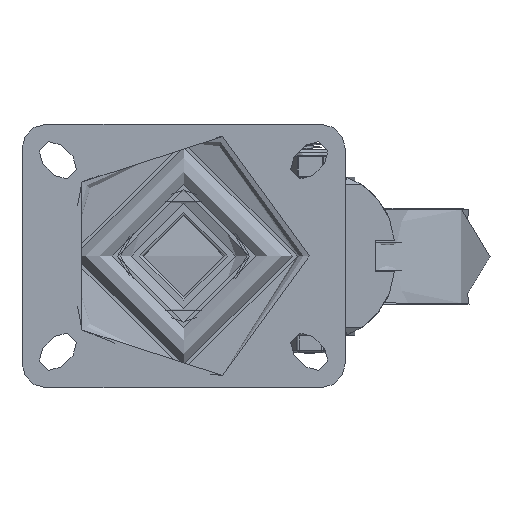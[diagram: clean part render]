
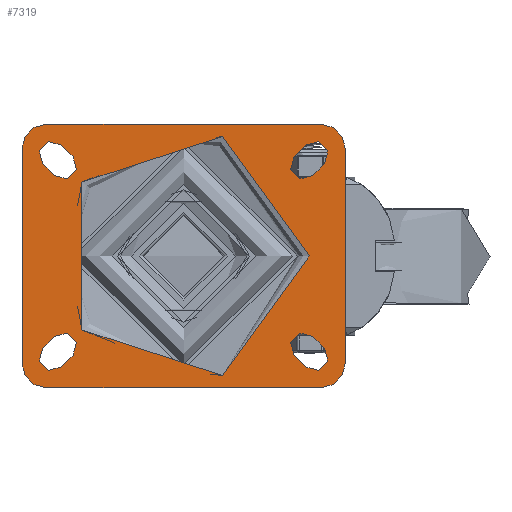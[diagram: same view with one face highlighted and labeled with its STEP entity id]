
A CAD part, top view. The second image highlights one B-rep face of the part: STEP entity #7319.
In plain terms, the highlighted planar face has unit normal (0, 0, 1).
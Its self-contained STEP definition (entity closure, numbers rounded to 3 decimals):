
#380=FACE_BOUND('',#1366,.T.);
#381=FACE_BOUND('',#1367,.T.);
#382=FACE_BOUND('',#1368,.T.);
#383=FACE_BOUND('',#1369,.T.);
#384=FACE_BOUND('',#1370,.T.);
#439=PLANE('',#7949);
#933=FACE_OUTER_BOUND('',#1365,.T.);
#1365=EDGE_LOOP('',(#5114,#5115,#5116,#5117,#5118,#5119,#5120,#5121));
#1366=EDGE_LOOP('',(#5122));
#1367=EDGE_LOOP('',(#5123,#5124,#5125,#5126));
#1368=EDGE_LOOP('',(#5127,#5128,#5129,#5130));
#1369=EDGE_LOOP('',(#5131,#5132,#5133,#5134));
#1370=EDGE_LOOP('',(#5135,#5136,#5137,#5138));
#1838=LINE('',#13224,#2380);
#1839=LINE('',#13225,#2381);
#1840=LINE('',#13226,#2382);
#1841=LINE('',#13227,#2383);
#1842=LINE('',#13228,#2384);
#1843=LINE('',#13229,#2385);
#1844=LINE('',#13230,#2386);
#1845=LINE('',#13231,#2387);
#1846=LINE('',#13232,#2388);
#1847=LINE('',#13233,#2389);
#1848=LINE('',#13234,#2390);
#1849=LINE('',#13235,#2391);
#2380=VECTOR('',#8874,1000.);
#2381=VECTOR('',#8875,1000.);
#2382=VECTOR('',#8876,1000.);
#2383=VECTOR('',#8877,1000.);
#2384=VECTOR('',#8878,1000.);
#2385=VECTOR('',#8879,1000.);
#2386=VECTOR('',#8880,1000.);
#2387=VECTOR('',#8881,1000.);
#2388=VECTOR('',#8882,1000.);
#2389=VECTOR('',#8883,1000.);
#2390=VECTOR('',#8884,1000.);
#2391=VECTOR('',#8885,1000.);
#2893=CIRCLE('',#7861,5.5);
#2894=CIRCLE('',#7863,5.5);
#2897=CIRCLE('',#7867,5.5);
#2898=CIRCLE('',#7869,5.5);
#2901=CIRCLE('',#7873,5.5);
#2902=CIRCLE('',#7875,5.5);
#2905=CIRCLE('',#7879,5.5);
#2906=CIRCLE('',#7881,5.5);
#2912=CIRCLE('',#7890,10.);
#2914=CIRCLE('',#7893,10.);
#2916=CIRCLE('',#7896,10.);
#2918=CIRCLE('',#7899,10.);
#2922=CIRCLE('',#7904,52.494);
#3220=VERTEX_POINT('',#10802);
#3221=VERTEX_POINT('',#10804);
#3222=VERTEX_POINT('',#10808);
#3223=VERTEX_POINT('',#10809);
#3228=VERTEX_POINT('',#10820);
#3229=VERTEX_POINT('',#10822);
#3230=VERTEX_POINT('',#10826);
#3231=VERTEX_POINT('',#10827);
#3236=VERTEX_POINT('',#10838);
#3237=VERTEX_POINT('',#10840);
#3238=VERTEX_POINT('',#10844);
#3239=VERTEX_POINT('',#10845);
#3244=VERTEX_POINT('',#10856);
#3245=VERTEX_POINT('',#10858);
#3246=VERTEX_POINT('',#10862);
#3247=VERTEX_POINT('',#10863);
#3253=VERTEX_POINT('',#10881);
#3254=VERTEX_POINT('',#10882);
#3257=VERTEX_POINT('',#10890);
#3258=VERTEX_POINT('',#10891);
#3261=VERTEX_POINT('',#10899);
#3262=VERTEX_POINT('',#10900);
#3265=VERTEX_POINT('',#10908);
#3266=VERTEX_POINT('',#10909);
#3270=VERTEX_POINT('',#10919);
#3911=EDGE_CURVE('',#3221,#3220,#2893,.T.);
#3913=EDGE_CURVE('',#3222,#3223,#2894,.T.);
#3919=EDGE_CURVE('',#3229,#3228,#2897,.T.);
#3921=EDGE_CURVE('',#3230,#3231,#2898,.T.);
#3927=EDGE_CURVE('',#3237,#3236,#2901,.T.);
#3929=EDGE_CURVE('',#3238,#3239,#2902,.T.);
#3935=EDGE_CURVE('',#3245,#3244,#2905,.T.);
#3937=EDGE_CURVE('',#3246,#3247,#2906,.T.);
#3946=EDGE_CURVE('',#3253,#3254,#2912,.T.);
#3950=EDGE_CURVE('',#3257,#3258,#2914,.T.);
#3954=EDGE_CURVE('',#3261,#3262,#2916,.T.);
#3958=EDGE_CURVE('',#3265,#3266,#2918,.T.);
#3964=EDGE_CURVE('',#3270,#3270,#2922,.T.);
#3999=EDGE_CURVE('',#3262,#3265,#1838,.T.);
#4000=EDGE_CURVE('',#3258,#3261,#1839,.T.);
#4001=EDGE_CURVE('',#3254,#3257,#1840,.T.);
#4002=EDGE_CURVE('',#3266,#3253,#1841,.T.);
#4003=EDGE_CURVE('',#3244,#3246,#1842,.T.);
#4004=EDGE_CURVE('',#3247,#3245,#1843,.T.);
#4005=EDGE_CURVE('',#3236,#3238,#1844,.T.);
#4006=EDGE_CURVE('',#3239,#3237,#1845,.T.);
#4007=EDGE_CURVE('',#3228,#3230,#1846,.T.);
#4008=EDGE_CURVE('',#3231,#3229,#1847,.T.);
#4009=EDGE_CURVE('',#3220,#3222,#1848,.T.);
#4010=EDGE_CURVE('',#3223,#3221,#1849,.T.);
#5114=ORIENTED_EDGE('',*,*,#3958,.F.);
#5115=ORIENTED_EDGE('',*,*,#3999,.F.);
#5116=ORIENTED_EDGE('',*,*,#3954,.F.);
#5117=ORIENTED_EDGE('',*,*,#4000,.F.);
#5118=ORIENTED_EDGE('',*,*,#3950,.F.);
#5119=ORIENTED_EDGE('',*,*,#4001,.F.);
#5120=ORIENTED_EDGE('',*,*,#3946,.F.);
#5121=ORIENTED_EDGE('',*,*,#4002,.F.);
#5122=ORIENTED_EDGE('',*,*,#3964,.F.);
#5123=ORIENTED_EDGE('',*,*,#4003,.T.);
#5124=ORIENTED_EDGE('',*,*,#3937,.T.);
#5125=ORIENTED_EDGE('',*,*,#4004,.T.);
#5126=ORIENTED_EDGE('',*,*,#3935,.T.);
#5127=ORIENTED_EDGE('',*,*,#4005,.T.);
#5128=ORIENTED_EDGE('',*,*,#3929,.T.);
#5129=ORIENTED_EDGE('',*,*,#4006,.T.);
#5130=ORIENTED_EDGE('',*,*,#3927,.T.);
#5131=ORIENTED_EDGE('',*,*,#4007,.T.);
#5132=ORIENTED_EDGE('',*,*,#3921,.T.);
#5133=ORIENTED_EDGE('',*,*,#4008,.T.);
#5134=ORIENTED_EDGE('',*,*,#3919,.T.);
#5135=ORIENTED_EDGE('',*,*,#4009,.T.);
#5136=ORIENTED_EDGE('',*,*,#3913,.T.);
#5137=ORIENTED_EDGE('',*,*,#4010,.T.);
#5138=ORIENTED_EDGE('',*,*,#3911,.T.);
#7319=ADVANCED_FACE('',(#933,#380,#381,#382,#383,#384),#439,.T.);
#7861=AXIS2_PLACEMENT_3D('',#10805,#8667,#8668);
#7863=AXIS2_PLACEMENT_3D('',#10810,#8672,#8673);
#7867=AXIS2_PLACEMENT_3D('',#10823,#8683,#8684);
#7869=AXIS2_PLACEMENT_3D('',#10828,#8688,#8689);
#7873=AXIS2_PLACEMENT_3D('',#10841,#8699,#8700);
#7875=AXIS2_PLACEMENT_3D('',#10846,#8704,#8705);
#7879=AXIS2_PLACEMENT_3D('',#10859,#8715,#8716);
#7881=AXIS2_PLACEMENT_3D('',#10864,#8720,#8721);
#7890=AXIS2_PLACEMENT_3D('',#10883,#8741,#8742);
#7893=AXIS2_PLACEMENT_3D('',#10892,#8749,#8750);
#7896=AXIS2_PLACEMENT_3D('',#10901,#8757,#8758);
#7899=AXIS2_PLACEMENT_3D('',#10910,#8765,#8766);
#7904=AXIS2_PLACEMENT_3D('',#10921,#8777,#8778);
#7949=AXIS2_PLACEMENT_3D('',#13223,#8872,#8873);
#8667=DIRECTION('center_axis',(0.,0.,-1.));
#8668=DIRECTION('ref_axis',(-1.,0.,0.));
#8672=DIRECTION('center_axis',(0.,0.,-1.));
#8673=DIRECTION('ref_axis',(-1.,0.,0.));
#8683=DIRECTION('center_axis',(0.,0.,-1.));
#8684=DIRECTION('ref_axis',(-1.,0.,0.));
#8688=DIRECTION('center_axis',(0.,0.,-1.));
#8689=DIRECTION('ref_axis',(-1.,0.,0.));
#8699=DIRECTION('center_axis',(0.,0.,-1.));
#8700=DIRECTION('ref_axis',(1.,0.,0.));
#8704=DIRECTION('center_axis',(0.,0.,-1.));
#8705=DIRECTION('ref_axis',(1.,0.,0.));
#8715=DIRECTION('center_axis',(0.,0.,-1.));
#8716=DIRECTION('ref_axis',(1.,0.,0.));
#8720=DIRECTION('center_axis',(0.,0.,-1.));
#8721=DIRECTION('ref_axis',(1.,0.,0.));
#8741=DIRECTION('center_axis',(0.,0.,-1.));
#8742=DIRECTION('ref_axis',(-0.707,0.707,0.));
#8749=DIRECTION('center_axis',(0.,0.,-1.));
#8750=DIRECTION('ref_axis',(0.707,0.707,0.));
#8757=DIRECTION('center_axis',(0.,0.,-1.));
#8758=DIRECTION('ref_axis',(0.707,-0.707,0.));
#8765=DIRECTION('center_axis',(0.,0.,-1.));
#8766=DIRECTION('ref_axis',(-0.707,-0.707,0.));
#8777=DIRECTION('center_axis',(0.,0.,1.));
#8778=DIRECTION('ref_axis',(-1.,0.,0.));
#8872=DIRECTION('center_axis',(0.,0.,1.));
#8873=DIRECTION('ref_axis',(1.,0.,0.));
#8874=DIRECTION('',(-1.,0.,0.));
#8875=DIRECTION('',(0.,-1.,0.));
#8876=DIRECTION('',(1.,0.,0.));
#8877=DIRECTION('',(0.,1.,0.));
#8878=DIRECTION('',(0.707,-0.707,0.));
#8879=DIRECTION('',(-0.707,0.707,0.));
#8880=DIRECTION('',(0.707,0.707,0.));
#8881=DIRECTION('',(-0.707,-0.707,0.));
#8882=DIRECTION('',(-0.707,-0.707,0.));
#8883=DIRECTION('',(0.707,0.707,0.));
#8884=DIRECTION('',(-0.707,0.707,0.));
#8885=DIRECTION('',(0.707,-0.707,0.));
#10802=CARTESIAN_POINT('',(51.086,-46.364,0.));
#10804=CARTESIAN_POINT('',(58.864,-38.586,0.));
#10805=CARTESIAN_POINT('Origin',(54.975,-42.475,0.));
#10808=CARTESIAN_POINT('',(46.136,-41.414,0.));
#10809=CARTESIAN_POINT('',(53.914,-33.636,0.));
#10810=CARTESIAN_POINT('Origin',(50.025,-37.525,0.));
#10820=CARTESIAN_POINT('',(58.864,38.586,0.));
#10822=CARTESIAN_POINT('',(51.086,46.364,0.));
#10823=CARTESIAN_POINT('Origin',(54.975,42.475,0.));
#10826=CARTESIAN_POINT('',(53.914,33.636,0.));
#10827=CARTESIAN_POINT('',(46.136,41.414,0.));
#10828=CARTESIAN_POINT('Origin',(50.025,37.525,0.));
#10838=CARTESIAN_POINT('',(-58.864,-38.586,0.));
#10840=CARTESIAN_POINT('',(-51.086,-46.364,0.));
#10841=CARTESIAN_POINT('Origin',(-54.975,-42.475,0.));
#10844=CARTESIAN_POINT('',(-53.914,-33.636,0.));
#10845=CARTESIAN_POINT('',(-46.136,-41.414,0.));
#10846=CARTESIAN_POINT('Origin',(-50.025,-37.525,0.));
#10856=CARTESIAN_POINT('',(-51.086,46.364,0.));
#10858=CARTESIAN_POINT('',(-58.864,38.586,0.));
#10859=CARTESIAN_POINT('Origin',(-54.975,42.475,0.));
#10862=CARTESIAN_POINT('',(-46.136,41.414,0.));
#10863=CARTESIAN_POINT('',(-53.914,33.636,0.));
#10864=CARTESIAN_POINT('Origin',(-50.025,37.525,0.));
#10881=CARTESIAN_POINT('',(-67.5,45.,0.));
#10882=CARTESIAN_POINT('',(-57.5,55.,0.));
#10883=CARTESIAN_POINT('Origin',(-57.5,45.,0.));
#10890=CARTESIAN_POINT('',(57.5,55.,0.));
#10891=CARTESIAN_POINT('',(67.5,45.,0.));
#10892=CARTESIAN_POINT('Origin',(57.5,45.,0.));
#10899=CARTESIAN_POINT('',(67.5,-45.,0.));
#10900=CARTESIAN_POINT('',(57.5,-55.,0.));
#10901=CARTESIAN_POINT('Origin',(57.5,-45.,0.));
#10908=CARTESIAN_POINT('',(-57.5,-55.,0.));
#10909=CARTESIAN_POINT('',(-67.5,-45.,0.));
#10910=CARTESIAN_POINT('Origin',(-57.5,-45.,0.));
#10919=CARTESIAN_POINT('',(52.494,0.,0.));
#10921=CARTESIAN_POINT('Origin',(0.,0.,0.));
#13223=CARTESIAN_POINT('Origin',(0.,0.,0.));
#13224=CARTESIAN_POINT('',(67.5,-55.,0.));
#13225=CARTESIAN_POINT('',(67.5,55.,0.));
#13226=CARTESIAN_POINT('',(-67.5,55.,0.));
#13227=CARTESIAN_POINT('',(-67.5,-55.,0.));
#13228=CARTESIAN_POINT('',(-51.086,46.364,0.));
#13229=CARTESIAN_POINT('',(-58.864,38.586,0.));
#13230=CARTESIAN_POINT('',(-58.864,-38.586,0.));
#13231=CARTESIAN_POINT('',(-51.086,-46.364,0.));
#13232=CARTESIAN_POINT('',(58.864,38.586,0.));
#13233=CARTESIAN_POINT('',(51.086,46.364,0.));
#13234=CARTESIAN_POINT('',(51.086,-46.364,0.));
#13235=CARTESIAN_POINT('',(58.864,-38.586,0.));
